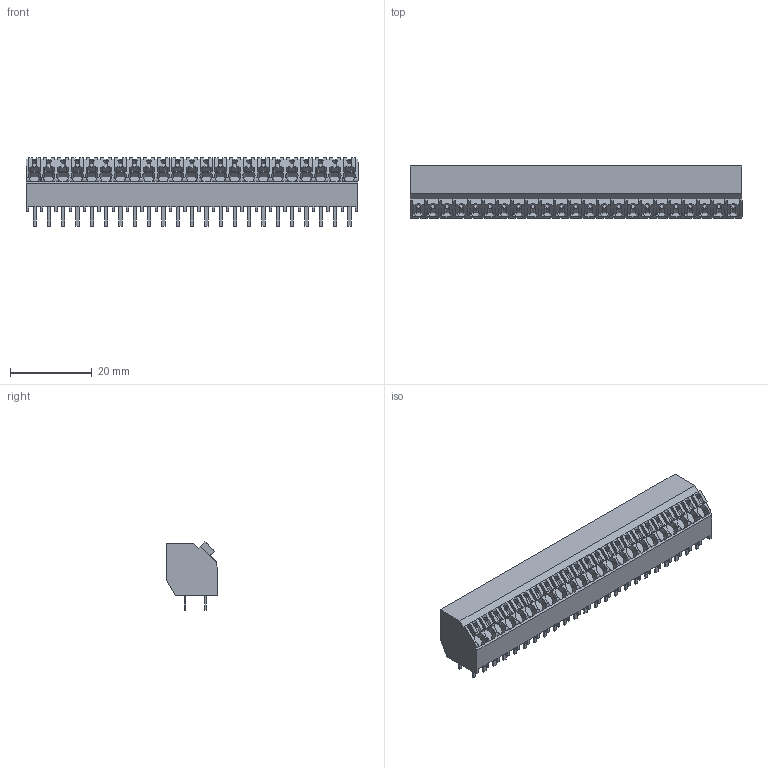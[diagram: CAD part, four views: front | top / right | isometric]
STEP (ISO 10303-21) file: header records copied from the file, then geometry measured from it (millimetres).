
FILE_DESCRIPTION(('CATIA V5 STEP Exchange','CAx-IF Rec.Pracs.--- Model Styling and Organization---1.2---2011-12-15'),'2;1');
FILE_NAME ('D1458521_0', '2018-03-26T17:27:01+00:00', ('none'), ('Weidmueller'), 'CATIA Version 5-6 Release 2014', 'CATIA V5 STEP AP214', 'none');
FILE_SCHEMA(('AUTOMOTIVE_DESIGN { 1 0 10303 214 1 1 1 1 }'));
Length unit declared in the file: millimetre
Products named in the file (1): 1885860000
Bounding box: 81.2 x 12.7 x 16.66 mm (x, y, z)
Volume: 9092.5 mm3; surface area: 8909 mm2
Topology: 70 solids, 70 shells, 1395 faces, 4107 edges, 2852 vertices
Faces by surface type: plane 1276, cylinder 119
Entity records: 42572 total; most frequent: CARTESIAN_POINT 8451, ORIENTED_EDGE 8214, DIRECTION 5157, EDGE_CURVE 4107, VECTOR 3554, LINE 3554, VERTEX_POINT 2852, EDGE_LOOP 1441
